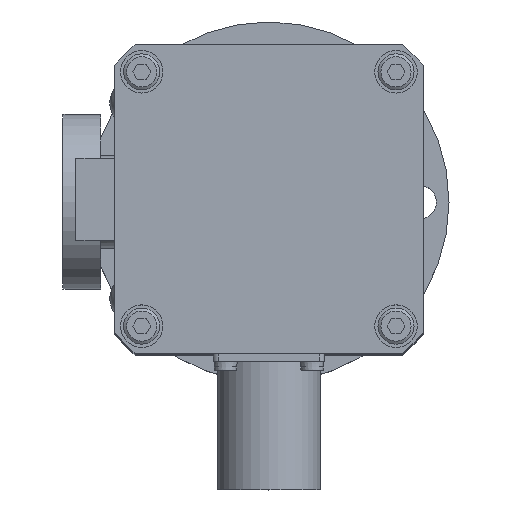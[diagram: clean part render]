
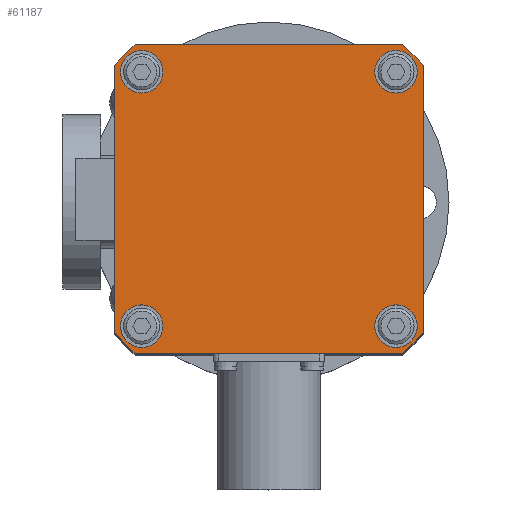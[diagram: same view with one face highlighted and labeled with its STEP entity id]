
A CAD part, top view. The second image highlights one B-rep face of the part: STEP entity #61187.
In plain terms, the highlighted planar face has unit normal (0, 0, 1).
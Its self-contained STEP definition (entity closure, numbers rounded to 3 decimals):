
#60797=CARTESIAN_POINT('',(28.825,-24.7,305.003));
#60798=VERTEX_POINT('',#60797);
#60805=CARTESIAN_POINT('',(24.7,-24.7,305.003));
#60806=DIRECTION('',(0.,0.,-1.));
#60807=DIRECTION('',(1.,0.,0.));
#60808=AXIS2_PLACEMENT_3D('',#60805,#60806,#60807);
#60809=CIRCLE('',#60808,4.125);
#60810=EDGE_CURVE('',#60798,#60798,#60809,.T.);
#60867=CARTESIAN_POINT('',(28.825,24.7,305.003));
#60868=VERTEX_POINT('',#60867);
#60875=CARTESIAN_POINT('',(24.7,24.7,305.003));
#60876=DIRECTION('',(0.,0.,-1.));
#60877=DIRECTION('',(1.,0.,0.));
#60878=AXIS2_PLACEMENT_3D('',#60875,#60876,#60877);
#60879=CIRCLE('',#60878,4.125);
#60880=EDGE_CURVE('',#60868,#60868,#60879,.T.);
#60937=CARTESIAN_POINT('',(-20.575,24.7,305.003));
#60938=VERTEX_POINT('',#60937);
#60945=CARTESIAN_POINT('',(-24.7,24.7,305.003));
#60946=DIRECTION('',(0.,0.,-1.));
#60947=DIRECTION('',(1.,0.,0.));
#60948=AXIS2_PLACEMENT_3D('',#60945,#60946,#60947);
#60949=CIRCLE('',#60948,4.125);
#60950=EDGE_CURVE('',#60938,#60938,#60949,.T.);
#61007=CARTESIAN_POINT('',(-20.575,-24.7,305.003));
#61008=VERTEX_POINT('',#61007);
#61015=CARTESIAN_POINT('',(-24.7,-24.7,305.003));
#61016=DIRECTION('',(0.,0.,-1.));
#61017=DIRECTION('',(1.,0.,0.));
#61018=AXIS2_PLACEMENT_3D('',#61015,#61016,#61017);
#61019=CIRCLE('',#61018,4.125);
#61020=EDGE_CURVE('',#61008,#61008,#61019,.T.);
#61049=CARTESIAN_POINT('',(-26.,30.,305.003));
#61050=VERTEX_POINT('',#61049);
#61057=CARTESIAN_POINT('',(26.,30.,305.003));
#61058=VERTEX_POINT('',#61057);
#61059=CARTESIAN_POINT('',(14.,30.,305.003));
#61060=DIRECTION('',(1.,0.,0.));
#61061=VECTOR('',#61060,1.);
#61062=LINE('',#61059,#61061);
#61063=EDGE_CURVE('',#61050,#61058,#61062,.T.);
#61080=CARTESIAN_POINT('',(-30.,26.,305.003));
#61081=VERTEX_POINT('',#61080);
#61088=CARTESIAN_POINT('',(-28.,28.,305.003));
#61089=DIRECTION('',(0.707,0.707,0.));
#61090=VECTOR('',#61089,1.);
#61091=LINE('',#61088,#61090);
#61092=EDGE_CURVE('',#61081,#61050,#61091,.T.);
#61104=CARTESIAN_POINT('',(-30.,-26.,305.003));
#61105=VERTEX_POINT('',#61104);
#61112=CARTESIAN_POINT('',(-30.,-14.,305.003));
#61113=DIRECTION('',(0.,1.,0.));
#61114=VECTOR('',#61113,1.);
#61115=LINE('',#61112,#61114);
#61116=EDGE_CURVE('',#61105,#61081,#61115,.T.);
#61127=CARTESIAN_POINT('',(26.,-30.,305.003));
#61128=VERTEX_POINT('',#61127);
#61129=CARTESIAN_POINT('',(-26.,-30.,305.003));
#61130=VERTEX_POINT('',#61129);
#61131=CARTESIAN_POINT('',(14.,-30.,305.003));
#61132=DIRECTION('',(-1.,0.,0.));
#61133=VECTOR('',#61132,1.);
#61134=LINE('',#61131,#61133);
#61135=EDGE_CURVE('',#61128,#61130,#61134,.T.);
#61136=ORIENTED_EDGE('',*,*,#61135,.F.);
#61137=CARTESIAN_POINT('',(30.,-26.,305.003));
#61138=VERTEX_POINT('',#61137);
#61139=CARTESIAN_POINT('',(28.,-28.,305.003));
#61140=DIRECTION('',(-0.707,-0.707,0.));
#61141=VECTOR('',#61140,1.);
#61142=LINE('',#61139,#61141);
#61143=EDGE_CURVE('',#61138,#61128,#61142,.T.);
#61144=ORIENTED_EDGE('',*,*,#61143,.F.);
#61145=CARTESIAN_POINT('',(30.,26.,305.003));
#61146=VERTEX_POINT('',#61145);
#61147=CARTESIAN_POINT('',(30.,-14.,305.003));
#61148=DIRECTION('',(0.,-1.,0.));
#61149=VECTOR('',#61148,1.);
#61150=LINE('',#61147,#61149);
#61151=EDGE_CURVE('',#61146,#61138,#61150,.T.);
#61152=ORIENTED_EDGE('',*,*,#61151,.F.);
#61153=CARTESIAN_POINT('',(42.,14.,305.003));
#61154=DIRECTION('',(0.707,-0.707,0.));
#61155=VECTOR('',#61154,1.);
#61156=LINE('',#61153,#61155);
#61157=EDGE_CURVE('',#61058,#61146,#61156,.T.);
#61158=ORIENTED_EDGE('',*,*,#61157,.F.);
#61159=ORIENTED_EDGE('',*,*,#61063,.F.);
#61160=ORIENTED_EDGE('',*,*,#61092,.F.);
#61161=ORIENTED_EDGE('',*,*,#61116,.F.);
#61162=CARTESIAN_POINT('',(-14.,-42.,305.003));
#61163=DIRECTION('',(-0.707,0.707,0.));
#61164=VECTOR('',#61163,1.);
#61165=LINE('',#61162,#61164);
#61166=EDGE_CURVE('',#61130,#61105,#61165,.T.);
#61167=ORIENTED_EDGE('',*,*,#61166,.F.);
#61168=EDGE_LOOP('',(#61136,#61144,#61152,#61158,#61159,#61160,#61161,#61167));
#61169=FACE_OUTER_BOUND('',#61168,.T.);
#61170=ORIENTED_EDGE('',*,*,#60810,.T.);
#61171=EDGE_LOOP('',(#61170));
#61172=FACE_BOUND('',#61171,.T.);
#61173=ORIENTED_EDGE('',*,*,#60880,.T.);
#61174=EDGE_LOOP('',(#61173));
#61175=FACE_BOUND('',#61174,.T.);
#61176=ORIENTED_EDGE('',*,*,#60950,.T.);
#61177=EDGE_LOOP('',(#61176));
#61178=FACE_BOUND('',#61177,.T.);
#61179=ORIENTED_EDGE('',*,*,#61020,.T.);
#61180=EDGE_LOOP('',(#61179));
#61181=FACE_BOUND('',#61180,.T.);
#61182=CARTESIAN_POINT('',(28.,-28.,305.003));
#61183=DIRECTION('',(0.,0.,-1.));
#61184=DIRECTION('',(1.,0.,0.));
#61185=AXIS2_PLACEMENT_3D('',#61182,#61183,#61184);
#61186=PLANE('',#61185);
#61187=ADVANCED_FACE('',(#61169,#61172,#61175,#61178,#61181),#61186,.F.);
